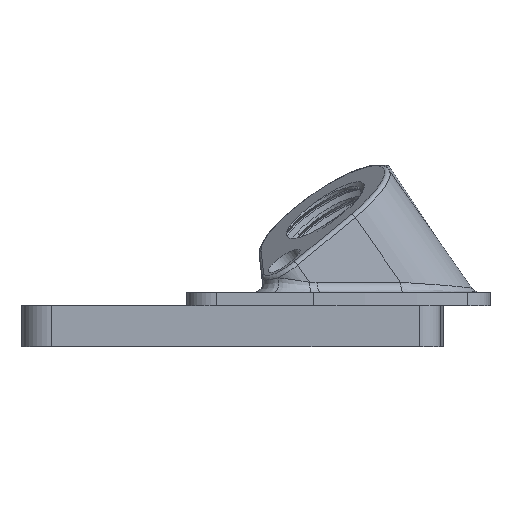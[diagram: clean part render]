
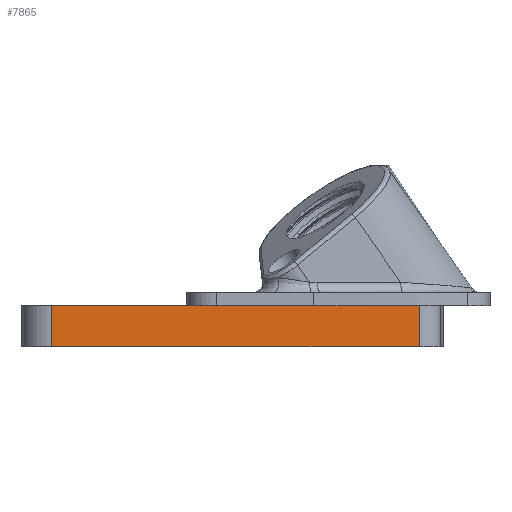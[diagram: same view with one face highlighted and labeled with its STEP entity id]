
A CAD part, left-side view. The second image highlights one B-rep face of the part: STEP entity #7865.
In plain terms, the highlighted planar face has unit normal (-1, 0, 0).
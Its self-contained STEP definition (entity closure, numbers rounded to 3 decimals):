
#3175 = PLANE('',#3176);
#3176 = AXIS2_PLACEMENT_3D('',#3177,#3178,#3179);
#3177 = CARTESIAN_POINT('',(0.,0.,-1.6));
#3178 = DIRECTION('',(0.,0.,1.));
#3179 = DIRECTION('',(1.,0.,0.));
#3638 = VERTEX_POINT('',#3639);
#3639 = CARTESIAN_POINT('',(-72.8,18.4,-1.6));
#3653 = PLANE('',#3654);
#3654 = AXIS2_PLACEMENT_3D('',#3655,#3656,#3657);
#3655 = CARTESIAN_POINT('',(0.,12.8,-1.6));
#3656 = DIRECTION('',(0.,0.,-1.));
#3657 = DIRECTION('',(-1.,0.,0.));
#6108 = EDGE_CURVE('',#3638,#6109,#6111,.T.);
#6109 = VERTEX_POINT('',#6110);
#6110 = CARTESIAN_POINT('',(-72.8,-9.8,-1.6));
#6111 = SURFACE_CURVE('',#6112,(#6116,#6123),.PCURVE_S1.);
#6112 = LINE('',#6113,#6114);
#6113 = CARTESIAN_POINT('',(-72.8,-4.9,-1.6));
#6114 = VECTOR('',#6115,1.);
#6115 = DIRECTION('',(0.,-1.,0.));
#6116 = PCURVE('',#3175,#6117);
#6117 = DEFINITIONAL_REPRESENTATION('',(#6118),#6122);
#6118 = LINE('',#6119,#6120);
#6119 = CARTESIAN_POINT('',(-72.8,-4.9));
#6120 = VECTOR('',#6121,1.);
#6121 = DIRECTION('',(0.,-1.));
#6122 = ( GEOMETRIC_REPRESENTATION_CONTEXT(2) 
PARAMETRIC_REPRESENTATION_CONTEXT() REPRESENTATION_CONTEXT('2D SPACE',''
  ) );
#6123 = PCURVE('',#6124,#6129);
#6124 = PLANE('',#6125);
#6125 = AXIS2_PLACEMENT_3D('',#6126,#6127,#6128);
#6126 = CARTESIAN_POINT('',(-72.8,-9.8,-1.6));
#6127 = DIRECTION('',(-1.,0.,0.));
#6128 = DIRECTION('',(0.,1.,0.));
#6129 = DEFINITIONAL_REPRESENTATION('',(#6130),#6134);
#6130 = LINE('',#6131,#6132);
#6131 = CARTESIAN_POINT('',(4.9,0.));
#6132 = VECTOR('',#6133,1.);
#6133 = DIRECTION('',(-1.,0.));
#6134 = ( GEOMETRIC_REPRESENTATION_CONTEXT(2) 
PARAMETRIC_REPRESENTATION_CONTEXT() REPRESENTATION_CONTEXT('2D SPACE',''
  ) );
#6153 = CYLINDRICAL_SURFACE('',#6154,2.6);
#6154 = AXIS2_PLACEMENT_3D('',#6155,#6156,#6157);
#6155 = CARTESIAN_POINT('',(-70.2,-9.8,-1.6));
#6156 = DIRECTION('',(0.,0.,-1.));
#6157 = DIRECTION('',(0.,-1.,0.));
#6679 = VERTEX_POINT('',#6680);
#6680 = CARTESIAN_POINT('',(-72.8,34.8,-1.6));
#6695 = CYLINDRICAL_SURFACE('',#6696,3.6);
#6696 = AXIS2_PLACEMENT_3D('',#6697,#6698,#6699);
#6697 = CARTESIAN_POINT('',(-69.2,34.8,-1.6));
#6698 = DIRECTION('',(0.,0.,-1.));
#6699 = DIRECTION('',(-1.,0.,0.));
#6707 = EDGE_CURVE('',#3638,#6679,#6708,.T.);
#6708 = SURFACE_CURVE('',#6709,(#6713,#6720),.PCURVE_S1.);
#6709 = LINE('',#6710,#6711);
#6710 = CARTESIAN_POINT('',(-72.8,-9.8,-1.6));
#6711 = VECTOR('',#6712,1.);
#6712 = DIRECTION('',(0.,1.,0.));
#6713 = PCURVE('',#3653,#6714);
#6714 = DEFINITIONAL_REPRESENTATION('',(#6715),#6719);
#6715 = LINE('',#6716,#6717);
#6716 = CARTESIAN_POINT('',(72.8,-22.6));
#6717 = VECTOR('',#6718,1.);
#6718 = DIRECTION('',(0.,1.));
#6719 = ( GEOMETRIC_REPRESENTATION_CONTEXT(2) 
PARAMETRIC_REPRESENTATION_CONTEXT() REPRESENTATION_CONTEXT('2D SPACE',''
  ) );
#6720 = PCURVE('',#6124,#6721);
#6721 = DEFINITIONAL_REPRESENTATION('',(#6722),#6726);
#6722 = LINE('',#6723,#6724);
#6723 = CARTESIAN_POINT('',(0.,0.));
#6724 = VECTOR('',#6725,1.);
#6725 = DIRECTION('',(1.,0.));
#6726 = ( GEOMETRIC_REPRESENTATION_CONTEXT(2) 
PARAMETRIC_REPRESENTATION_CONTEXT() REPRESENTATION_CONTEXT('2D SPACE',''
  ) );
#7865 = ADVANCED_FACE('',(#7866),#6124,.T.);
#7866 = FACE_BOUND('',#7867,.T.);
#7867 = EDGE_LOOP('',(#7868,#7869,#7870,#7893,#7921));
#7868 = ORIENTED_EDGE('',*,*,#6108,.F.);
#7869 = ORIENTED_EDGE('',*,*,#6707,.T.);
#7870 = ORIENTED_EDGE('',*,*,#7871,.T.);
#7871 = EDGE_CURVE('',#6679,#7872,#7874,.T.);
#7872 = VERTEX_POINT('',#7873);
#7873 = CARTESIAN_POINT('',(-72.8,34.8,-6.6));
#7874 = SURFACE_CURVE('',#7875,(#7879,#7886),.PCURVE_S1.);
#7875 = LINE('',#7876,#7877);
#7876 = CARTESIAN_POINT('',(-72.8,34.8,-1.6));
#7877 = VECTOR('',#7878,1.);
#7878 = DIRECTION('',(0.,0.,-1.));
#7879 = PCURVE('',#6124,#7880);
#7880 = DEFINITIONAL_REPRESENTATION('',(#7881),#7885);
#7881 = LINE('',#7882,#7883);
#7882 = CARTESIAN_POINT('',(44.6,0.));
#7883 = VECTOR('',#7884,1.);
#7884 = DIRECTION('',(0.,1.));
#7885 = ( GEOMETRIC_REPRESENTATION_CONTEXT(2) 
PARAMETRIC_REPRESENTATION_CONTEXT() REPRESENTATION_CONTEXT('2D SPACE',''
  ) );
#7886 = PCURVE('',#6695,#7887);
#7887 = DEFINITIONAL_REPRESENTATION('',(#7888),#7892);
#7888 = LINE('',#7889,#7890);
#7889 = CARTESIAN_POINT('',(0.,0.));
#7890 = VECTOR('',#7891,1.);
#7891 = DIRECTION('',(0.,1.));
#7892 = ( GEOMETRIC_REPRESENTATION_CONTEXT(2) 
PARAMETRIC_REPRESENTATION_CONTEXT() REPRESENTATION_CONTEXT('2D SPACE',''
  ) );
#7893 = ORIENTED_EDGE('',*,*,#7894,.F.);
#7894 = EDGE_CURVE('',#7895,#7872,#7897,.T.);
#7895 = VERTEX_POINT('',#7896);
#7896 = CARTESIAN_POINT('',(-72.8,-9.8,-6.6));
#7897 = SURFACE_CURVE('',#7898,(#7902,#7909),.PCURVE_S1.);
#7898 = LINE('',#7899,#7900);
#7899 = CARTESIAN_POINT('',(-72.8,-9.8,-6.6));
#7900 = VECTOR('',#7901,1.);
#7901 = DIRECTION('',(0.,1.,0.));
#7902 = PCURVE('',#6124,#7903);
#7903 = DEFINITIONAL_REPRESENTATION('',(#7904),#7908);
#7904 = LINE('',#7905,#7906);
#7905 = CARTESIAN_POINT('',(0.,5.));
#7906 = VECTOR('',#7907,1.);
#7907 = DIRECTION('',(1.,0.));
#7908 = ( GEOMETRIC_REPRESENTATION_CONTEXT(2) 
PARAMETRIC_REPRESENTATION_CONTEXT() REPRESENTATION_CONTEXT('2D SPACE',''
  ) );
#7909 = PCURVE('',#7910,#7915);
#7910 = PLANE('',#7911);
#7911 = AXIS2_PLACEMENT_3D('',#7912,#7913,#7914);
#7912 = CARTESIAN_POINT('',(0.,12.8,-6.6));
#7913 = DIRECTION('',(0.,0.,-1.));
#7914 = DIRECTION('',(-1.,0.,0.));
#7915 = DEFINITIONAL_REPRESENTATION('',(#7916),#7920);
#7916 = LINE('',#7917,#7918);
#7917 = CARTESIAN_POINT('',(72.8,-22.6));
#7918 = VECTOR('',#7919,1.);
#7919 = DIRECTION('',(0.,1.));
#7920 = ( GEOMETRIC_REPRESENTATION_CONTEXT(2) 
PARAMETRIC_REPRESENTATION_CONTEXT() REPRESENTATION_CONTEXT('2D SPACE',''
  ) );
#7921 = ORIENTED_EDGE('',*,*,#7922,.F.);
#7922 = EDGE_CURVE('',#6109,#7895,#7923,.T.);
#7923 = SURFACE_CURVE('',#7924,(#7928,#7935),.PCURVE_S1.);
#7924 = LINE('',#7925,#7926);
#7925 = CARTESIAN_POINT('',(-72.8,-9.8,-1.6));
#7926 = VECTOR('',#7927,1.);
#7927 = DIRECTION('',(0.,0.,-1.));
#7928 = PCURVE('',#6124,#7929);
#7929 = DEFINITIONAL_REPRESENTATION('',(#7930),#7934);
#7930 = LINE('',#7931,#7932);
#7931 = CARTESIAN_POINT('',(0.,0.));
#7932 = VECTOR('',#7933,1.);
#7933 = DIRECTION('',(0.,1.));
#7934 = ( GEOMETRIC_REPRESENTATION_CONTEXT(2) 
PARAMETRIC_REPRESENTATION_CONTEXT() REPRESENTATION_CONTEXT('2D SPACE',''
  ) );
#7935 = PCURVE('',#6153,#7936);
#7936 = DEFINITIONAL_REPRESENTATION('',(#7937),#7941);
#7937 = LINE('',#7938,#7939);
#7938 = CARTESIAN_POINT('',(1.571,0.));
#7939 = VECTOR('',#7940,1.);
#7940 = DIRECTION('',(0.,1.));
#7941 = ( GEOMETRIC_REPRESENTATION_CONTEXT(2) 
PARAMETRIC_REPRESENTATION_CONTEXT() REPRESENTATION_CONTEXT('2D SPACE',''
  ) );
